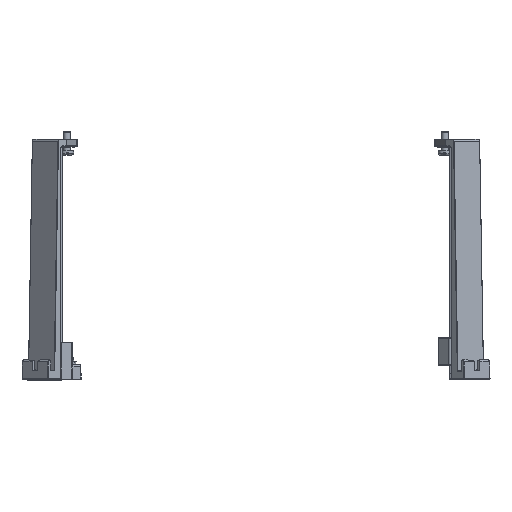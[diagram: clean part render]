
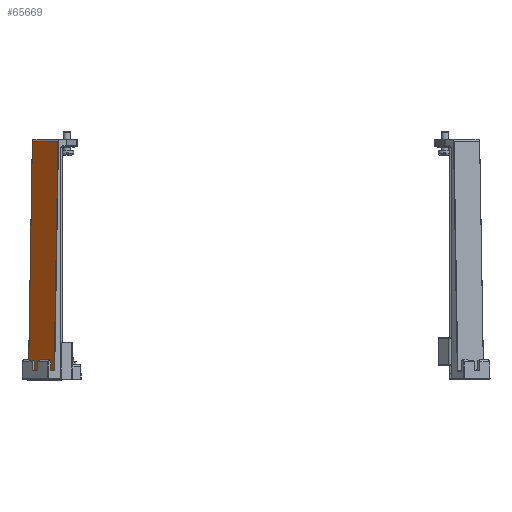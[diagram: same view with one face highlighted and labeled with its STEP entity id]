
A CAD part, front view. The second image highlights one B-rep face of the part: STEP entity #65669.
In plain terms, the highlighted planar face has unit normal (-0.707, -0.707, 0.023).
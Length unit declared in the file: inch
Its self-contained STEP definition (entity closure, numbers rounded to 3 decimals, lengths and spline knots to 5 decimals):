
#792 = LINE ( 'NONE', #58007, #9689 ) ;
#4652 = CARTESIAN_POINT ( 'NONE',  ( -6.06121, -6.36824, -0.531 ) ) ;
#7965 = VECTOR ( 'NONE', #24832, 39.37008 ) ;
#8752 = ORIENTED_EDGE ( 'NONE', *, *, #72512, .T. ) ;
#9689 = VECTOR ( 'NONE', #97637, 39.37008 ) ;
#12349 = VERTEX_POINT ( 'NONE', #47204 ) ;
#17304 = VERTEX_POINT ( 'NONE', #46449 ) ;
#24127 = VERTEX_POINT ( 'NONE', #96429 ) ;
#24832 = DIRECTION ( 'NONE',  ( -0.707, 0.707, 0. ) ) ;
#34184 = LINE ( 'NONE', #58703, #88963 ) ;
#36676 = DIRECTION ( 'NONE',  ( 0.016, 0.016, 1. ) ) ;
#37344 = DIRECTION ( 'NONE',  ( -0.016, -0.016, -1. ) ) ;
#39918 = EDGE_CURVE ( 'NONE', #24127, #71084, #105119, .T. ) ;
#40996 = CARTESIAN_POINT ( 'NONE',  ( -5.71473, -6.71473, -0.531 ) ) ;
#42182 = DIRECTION ( 'NONE',  ( 0.707, -0.707, 0. ) ) ;
#46449 = CARTESIAN_POINT ( 'NONE',  ( -5.47115, -7.16411, -6.799 ) ) ;
#47204 = CARTESIAN_POINT ( 'NONE',  ( -6.16411, -6.47115, -6.799 ) ) ;
#49284 = EDGE_CURVE ( 'NONE', #12349, #17304, #34184, .T. ) ;
#51010 = EDGE_CURVE ( 'NONE', #17304, #24127, #792, .T. ) ;
#58007 = CARTESIAN_POINT ( 'NONE',  ( -5.36824, -7.06121, -0.531 ) ) ;
#58533 = ORIENTED_EDGE ( 'NONE', *, *, #51010, .T. ) ;
#58703 = CARTESIAN_POINT ( 'NONE',  ( -5.81763, -6.81763, -6.799 ) ) ;
#59083 = FACE_OUTER_BOUND ( 'NONE', #101118, .T. ) ;
#65669 = ADVANCED_FACE ( 'NONE', ( #59083 ), #74577, .T. ) ;
#69545 = VECTOR ( 'NONE', #37344, 39.37008 ) ;
#70496 = CARTESIAN_POINT ( 'NONE',  ( -6.06217, -6.36921, -0.58961 ) ) ;
#71084 = VERTEX_POINT ( 'NONE', #70496 ) ;
#72512 = EDGE_CURVE ( 'NONE', #71084, #12349, #103627, .T. ) ;
#74577 = PLANE ( 'NONE',  #91194 ) ;
#77742 = DIRECTION ( 'NONE',  ( -0.707, -0.707, 0.023 ) ) ;
#88469 = CARTESIAN_POINT ( 'NONE',  ( -5.71569, -6.71569, -0.58961 ) ) ;
#88963 = VECTOR ( 'NONE', #42182, 39.37008 ) ;
#91194 = AXIS2_PLACEMENT_3D ( 'NONE', #40996, #77742, #36676 ) ;
#93787 = ORIENTED_EDGE ( 'NONE', *, *, #39918, .T. ) ;
#96429 = CARTESIAN_POINT ( 'NONE',  ( -5.36921, -7.06217, -0.58961 ) ) ;
#97637 = DIRECTION ( 'NONE',  ( 0.016, 0.016, 1. ) ) ;
#101118 = EDGE_LOOP ( 'NONE', ( #93787, #8752, #102743, #58533 ) ) ;
#102743 = ORIENTED_EDGE ( 'NONE', *, *, #49284, .T. ) ;
#103627 = LINE ( 'NONE', #4652, #69545 ) ;
#105119 = LINE ( 'NONE', #88469, #7965 ) ;
